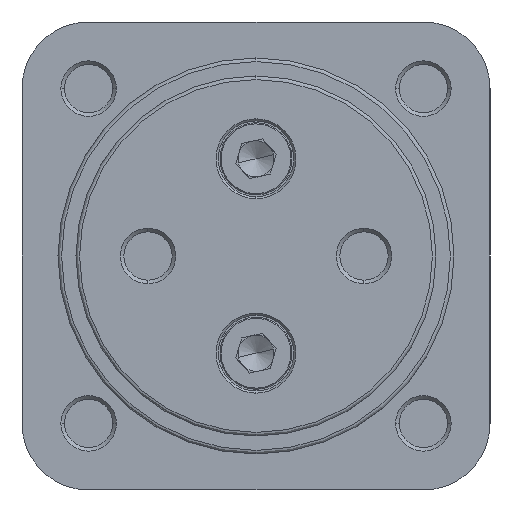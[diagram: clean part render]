
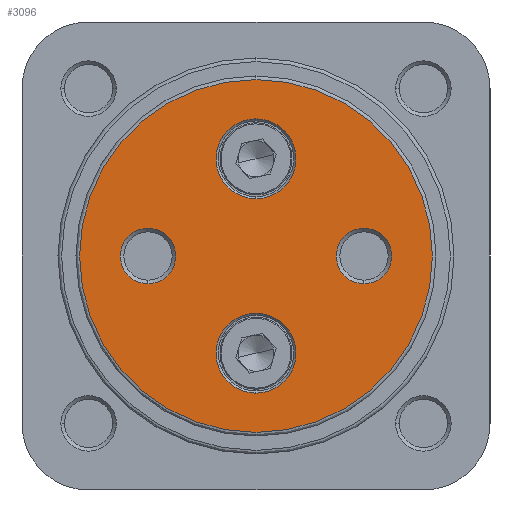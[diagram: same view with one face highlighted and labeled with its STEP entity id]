
A CAD part, left-side view. The second image highlights one B-rep face of the part: STEP entity #3096.
In plain terms, the highlighted planar face has unit normal (-1, 0, 0).
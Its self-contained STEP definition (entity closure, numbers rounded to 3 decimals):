
#141 = PLANE ( 'NONE',  #5670 ) ;
#464 = AXIS2_PLACEMENT_3D ( 'NONE', #1112, #1118, #1119 ) ;
#477 = AXIS2_PLACEMENT_3D ( 'NONE', #1159, #1160, #1161 ) ;
#478 = AXIS2_PLACEMENT_3D ( 'NONE', #1169, #1170, #1171 ) ;
#494 = AXIS2_PLACEMENT_3D ( 'NONE', #1239, #1240, #1241 ) ;
#495 = AXIS2_PLACEMENT_3D ( 'NONE', #1249, #1250, #1251 ) ;
#512 = AXIS2_PLACEMENT_3D ( 'NONE', #1344, #1351, #1352 ) ;
#518 = AXIS2_PLACEMENT_3D ( 'NONE', #1362, #1369, #1370 ) ;
#519 = AXIS2_PLACEMENT_3D ( 'NONE', #1365, #1372, #1373 ) ;
#523 = AXIS2_PLACEMENT_3D ( 'NONE', #1377, #1384, #1385 ) ;
#524 = AXIS2_PLACEMENT_3D ( 'NONE', #1380, #1387, #1388 ) ;
#1112 = CARTESIAN_POINT ( 'NONE',  ( 0., 0., 0. ) ) ;
#1118 = DIRECTION ( 'NONE',  ( -1., 0., 0. ) ) ;
#1119 = DIRECTION ( 'NONE',  ( 0., 0., -1. ) ) ;
#1159 = CARTESIAN_POINT ( 'NONE',  ( 0., 0., 13.5 ) ) ;
#1160 = DIRECTION ( 'NONE',  ( 1., 0., 0. ) ) ;
#1161 = DIRECTION ( 'NONE',  ( 0., 0., -1. ) ) ;
#1169 = CARTESIAN_POINT ( 'NONE',  ( 0., 0., -13.5 ) ) ;
#1170 = DIRECTION ( 'NONE',  ( 1., 0., 0. ) ) ;
#1171 = DIRECTION ( 'NONE',  ( 0., 0., -1. ) ) ;
#1239 = CARTESIAN_POINT ( 'NONE',  ( 0., 15., 0. ) ) ;
#1240 = DIRECTION ( 'NONE',  ( 1., 0., 0. ) ) ;
#1241 = DIRECTION ( 'NONE',  ( 0., 0., -1. ) ) ;
#1249 = CARTESIAN_POINT ( 'NONE',  ( 0., -15., 0. ) ) ;
#1250 = DIRECTION ( 'NONE',  ( 1., 0., 0. ) ) ;
#1251 = DIRECTION ( 'NONE',  ( 0., 0., -1. ) ) ;
#1344 = CARTESIAN_POINT ( 'NONE',  ( 0., -15., 0. ) ) ;
#1351 = DIRECTION ( 'NONE',  ( 1., 0., 0. ) ) ;
#1352 = DIRECTION ( 'NONE',  ( 0., 0., -1. ) ) ;
#1362 = CARTESIAN_POINT ( 'NONE',  ( 0., 15., 0. ) ) ;
#1365 = CARTESIAN_POINT ( 'NONE',  ( 0., 0., 13.5 ) ) ;
#1369 = DIRECTION ( 'NONE',  ( 1., 0., 0. ) ) ;
#1370 = DIRECTION ( 'NONE',  ( 0., 0., -1. ) ) ;
#1372 = DIRECTION ( 'NONE',  ( 1., 0., 0. ) ) ;
#1373 = DIRECTION ( 'NONE',  ( 0., 0., -1. ) ) ;
#1377 = CARTESIAN_POINT ( 'NONE',  ( 0., 0., 0. ) ) ;
#1380 = CARTESIAN_POINT ( 'NONE',  ( 0., 0., -13.5 ) ) ;
#1384 = DIRECTION ( 'NONE',  ( -1., 0., 0. ) ) ;
#1385 = DIRECTION ( 'NONE',  ( 0., 0., -1. ) ) ;
#1387 = DIRECTION ( 'NONE',  ( 1., 0., 0. ) ) ;
#1388 = DIRECTION ( 'NONE',  ( 0., 0., -1. ) ) ;
#3096 = ADVANCED_FACE ( 'NONE', ( #4693, #4691, #4696, #4698, #4694 ), #141, .F. ) ;
#3349 = VERTEX_POINT ( 'NONE', #6119 ) ;
#3350 = VERTEX_POINT ( 'NONE', #6120 ) ;
#3353 = VERTEX_POINT ( 'NONE', #6123 ) ;
#3354 = VERTEX_POINT ( 'NONE', #6124 ) ;
#3382 = VERTEX_POINT ( 'NONE', #6151 ) ;
#3383 = VERTEX_POINT ( 'NONE', #6152 ) ;
#3386 = VERTEX_POINT ( 'NONE', #6155 ) ;
#3387 = VERTEX_POINT ( 'NONE', #6156 ) ;
#3408 = VERTEX_POINT ( 'NONE', #6177 ) ;
#3409 = VERTEX_POINT ( 'NONE', #6178 ) ;
#4083 = EDGE_LOOP ( 'NONE', ( #4451, #4420 ) ) ;
#4092 = EDGE_LOOP ( 'NONE', ( #4473, #4395 ) ) ;
#4382 = EDGE_LOOP ( 'NONE', ( #4459, #4397 ) ) ;
#4383 = EDGE_LOOP ( 'NONE', ( #4537, #4443 ) ) ;
#4384 = EDGE_LOOP ( 'NONE', ( #4529, #4469 ) ) ;
#4395 = ORIENTED_EDGE ( 'NONE', *, *, #5309, .T. ) ;
#4397 = ORIENTED_EDGE ( 'NONE', *, *, #5308, .T. ) ;
#4420 = ORIENTED_EDGE ( 'NONE', *, *, #5209, .T. ) ;
#4443 = ORIENTED_EDGE ( 'NONE', *, *, #5302, .T. ) ;
#4451 = ORIENTED_EDGE ( 'NONE', *, *, #5313, .T. ) ;
#4459 = ORIENTED_EDGE ( 'NONE', *, *, #5256, .T. ) ;
#4469 = ORIENTED_EDGE ( 'NONE', *, *, #5314, .T. ) ;
#4473 = ORIENTED_EDGE ( 'NONE', *, *, #5223, .T. ) ;
#4529 = ORIENTED_EDGE ( 'NONE', *, *, #5227, .T. ) ;
#4537 = ORIENTED_EDGE ( 'NONE', *, *, #5260, .T. ) ;
#4691 = FACE_BOUND ( 'NONE', #4384, .T. ) ;
#4693 = FACE_OUTER_BOUND ( 'NONE', #4083, .T. ) ;
#4694 = FACE_BOUND ( 'NONE', #4382, .T. ) ;
#4696 = FACE_BOUND ( 'NONE', #4092, .T. ) ;
#4698 = FACE_BOUND ( 'NONE', #4383, .T. ) ;
#5209 = EDGE_CURVE ( 'NONE', #3409, #3408, #7796, .T. ) ;
#5223 = EDGE_CURVE ( 'NONE', #3386, #3387, #7812, .T. ) ;
#5227 = EDGE_CURVE ( 'NONE', #3382, #3383, #7818, .T. ) ;
#5256 = EDGE_CURVE ( 'NONE', #3353, #3354, #7860, .T. ) ;
#5260 = EDGE_CURVE ( 'NONE', #3349, #3350, #7866, .T. ) ;
#5302 = EDGE_CURVE ( 'NONE', #3350, #3349, #7930, .T. ) ;
#5308 = EDGE_CURVE ( 'NONE', #3354, #3353, #7936, .T. ) ;
#5309 = EDGE_CURVE ( 'NONE', #3387, #3386, #7937, .T. ) ;
#5313 = EDGE_CURVE ( 'NONE', #3408, #3409, #7941, .T. ) ;
#5314 = EDGE_CURVE ( 'NONE', #3383, #3382, #7942, .T. ) ;
#5670 = AXIS2_PLACEMENT_3D ( 'NONE', #5889, #5890, #5891 ) ;
#5889 = CARTESIAN_POINT ( 'NONE',  ( 0., 0., 0. ) ) ;
#5890 = DIRECTION ( 'NONE',  ( 1., 0., 0. ) ) ;
#5891 = DIRECTION ( 'NONE',  ( 0., 0., -1. ) ) ;
#6119 = CARTESIAN_POINT ( 'NONE',  ( 0., -15., 3.85 ) ) ;
#6120 = CARTESIAN_POINT ( 'NONE',  ( 0., -15., -3.85 ) ) ;
#6123 = CARTESIAN_POINT ( 'NONE',  ( 0., 15., 3.85 ) ) ;
#6124 = CARTESIAN_POINT ( 'NONE',  ( 0., 15., -3.85 ) ) ;
#6151 = CARTESIAN_POINT ( 'NONE',  ( 0., 0., -7.95 ) ) ;
#6152 = CARTESIAN_POINT ( 'NONE',  ( 0., 0., -19.05 ) ) ;
#6155 = CARTESIAN_POINT ( 'NONE',  ( 0., 0., 19.05 ) ) ;
#6156 = CARTESIAN_POINT ( 'NONE',  ( 0., 0., 7.95 ) ) ;
#6177 = CARTESIAN_POINT ( 'NONE',  ( 0., 0., -24.5 ) ) ;
#6178 = CARTESIAN_POINT ( 'NONE',  ( 0., 0., 24.5 ) ) ;
#7796 = CIRCLE ( 'NONE', #464, 24.5 ) ;
#7812 = CIRCLE ( 'NONE', #477, 5.55 ) ;
#7818 = CIRCLE ( 'NONE', #478, 5.55 ) ;
#7860 = CIRCLE ( 'NONE', #494, 3.85 ) ;
#7866 = CIRCLE ( 'NONE', #495, 3.85 ) ;
#7930 = CIRCLE ( 'NONE', #512, 3.85 ) ;
#7936 = CIRCLE ( 'NONE', #518, 3.85 ) ;
#7937 = CIRCLE ( 'NONE', #519, 5.55 ) ;
#7941 = CIRCLE ( 'NONE', #523, 24.5 ) ;
#7942 = CIRCLE ( 'NONE', #524, 5.55 ) ;
